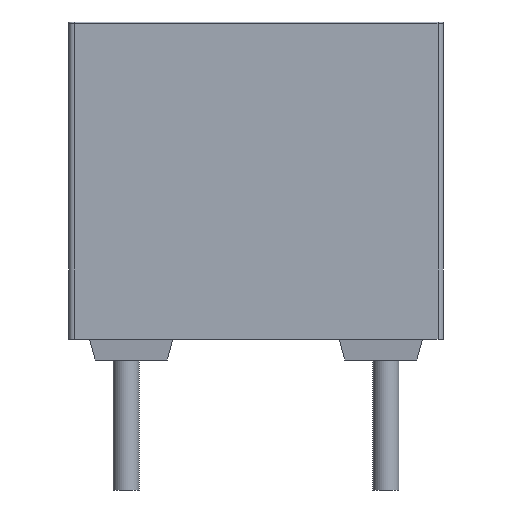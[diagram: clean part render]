
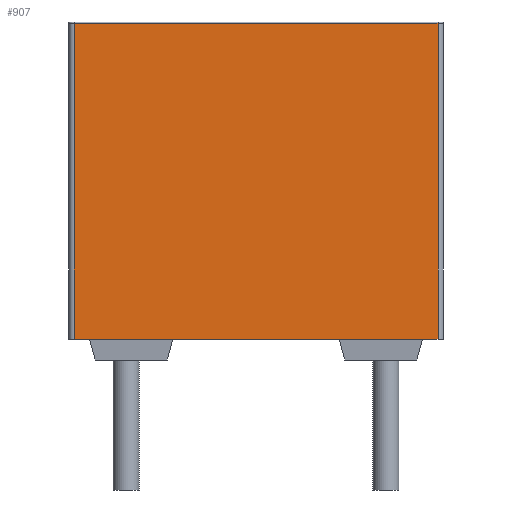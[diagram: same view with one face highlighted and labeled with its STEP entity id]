
A CAD part, front view. The second image highlights one B-rep face of the part: STEP entity #907.
In plain terms, the highlighted planar face has unit normal (0, -1, 0).
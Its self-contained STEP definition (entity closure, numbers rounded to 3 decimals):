
#96=FACE_OUTER_BOUND('',#154,.T.);
#154=EDGE_LOOP('',(#632,#633,#634,#635,#636,#637,#638,#639));
#199=LINE('',#1321,#282);
#221=LINE('',#1380,#304);
#238=LINE('',#1463,#321);
#239=LINE('',#1468,#322);
#240=LINE('',#1470,#323);
#241=LINE('',#1471,#324);
#242=LINE('',#1472,#325);
#243=LINE('',#1473,#326);
#282=VECTOR('',#1058,1.);
#304=VECTOR('',#1106,1.);
#321=VECTOR('',#1145,1.);
#322=VECTOR('',#1152,1.);
#323=VECTOR('',#1153,1.);
#324=VECTOR('',#1154,1.);
#325=VECTOR('',#1155,1.);
#326=VECTOR('',#1156,1.);
#365=VERTEX_POINT('',#1318);
#366=VERTEX_POINT('',#1320);
#389=VERTEX_POINT('',#1377);
#390=VERTEX_POINT('',#1379);
#407=VERTEX_POINT('',#1461);
#408=VERTEX_POINT('',#1462);
#409=VERTEX_POINT('',#1467);
#410=VERTEX_POINT('',#1469);
#437=EDGE_CURVE('',#365,#366,#199,.T.);
#466=EDGE_CURVE('',#389,#390,#221,.T.);
#491=EDGE_CURVE('',#407,#408,#238,.T.);
#494=EDGE_CURVE('',#409,#365,#239,.T.);
#495=EDGE_CURVE('',#410,#409,#240,.T.);
#496=EDGE_CURVE('',#408,#410,#241,.T.);
#497=EDGE_CURVE('',#390,#407,#242,.T.);
#498=EDGE_CURVE('',#366,#389,#243,.T.);
#632=ORIENTED_EDGE('',*,*,#437,.F.);
#633=ORIENTED_EDGE('',*,*,#494,.F.);
#634=ORIENTED_EDGE('',*,*,#495,.F.);
#635=ORIENTED_EDGE('',*,*,#496,.F.);
#636=ORIENTED_EDGE('',*,*,#491,.F.);
#637=ORIENTED_EDGE('',*,*,#497,.F.);
#638=ORIENTED_EDGE('',*,*,#466,.F.);
#639=ORIENTED_EDGE('',*,*,#498,.F.);
#816=PLANE('',#991);
#907=ADVANCED_FACE('',(#96),#816,.T.);
#991=AXIS2_PLACEMENT_3D('',#1466,#1150,#1151);
#1058=DIRECTION('',(-1.,0.,0.));
#1106=DIRECTION('',(-1.,0.,0.));
#1145=DIRECTION('',(1.,0.,0.));
#1150=DIRECTION('center_axis',(0.,-1.,0.));
#1151=DIRECTION('ref_axis',(1.,0.,0.));
#1152=DIRECTION('',(-1.,0.,0.));
#1153=DIRECTION('',(-1.,0.,0.));
#1154=DIRECTION('',(0.,0.,-1.));
#1155=DIRECTION('',(0.,0.,1.));
#1156=DIRECTION('',(-1.,0.,0.));
#1318=CARTESIAN_POINT('',(-5.6,-1.25,0.41));
#1320=CARTESIAN_POINT('',(-8.8,-1.25,0.41));
#1321=CARTESIAN_POINT('',(-3.6,-1.25,0.41));
#1377=CARTESIAN_POINT('',(-10.4,-1.25,0.41));
#1379=CARTESIAN_POINT('',(-10.7,-1.25,0.41));
#1380=CARTESIAN_POINT('',(-3.6,-1.25,0.41));
#1461=CARTESIAN_POINT('',(-10.7,-1.25,6.485));
#1462=CARTESIAN_POINT('',(-3.7,-1.25,6.485));
#1463=CARTESIAN_POINT('',(-10.7,-1.25,6.485));
#1466=CARTESIAN_POINT('Origin',(-10.8,-1.25,0.41));
#1467=CARTESIAN_POINT('',(-4.,-1.25,0.41));
#1468=CARTESIAN_POINT('',(-7.4,-1.25,0.41));
#1469=CARTESIAN_POINT('',(-3.7,-1.25,0.41));
#1470=CARTESIAN_POINT('',(-3.6,-1.25,0.41));
#1471=CARTESIAN_POINT('',(-3.7,-1.25,6.51));
#1472=CARTESIAN_POINT('',(-10.7,-1.25,0.41));
#1473=CARTESIAN_POINT('',(-9.8,-1.25,0.41));
